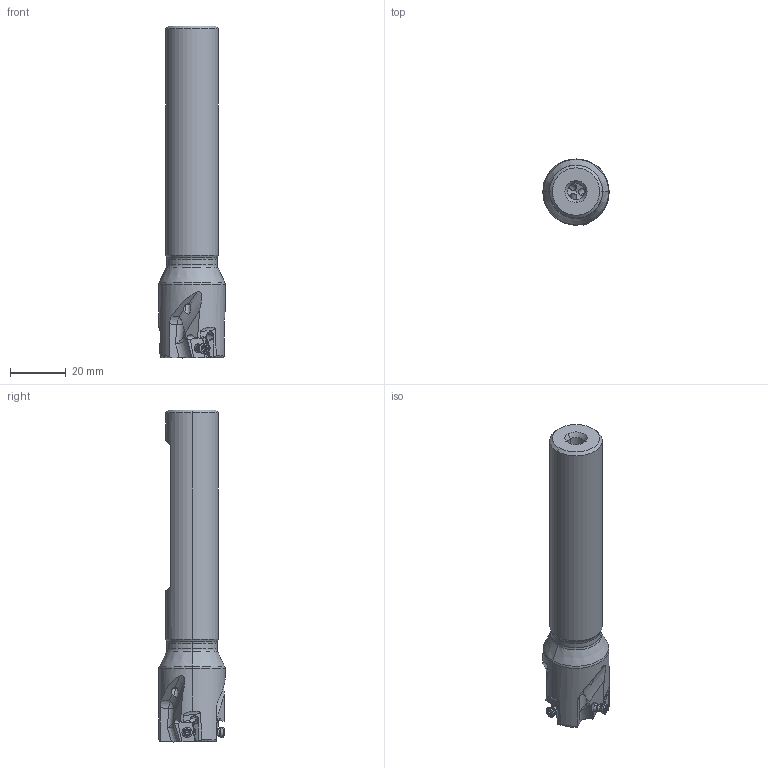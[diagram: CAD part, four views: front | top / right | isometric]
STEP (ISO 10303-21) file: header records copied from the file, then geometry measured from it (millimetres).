
FILE_DESCRIPTION(/* description */ (''),/* implementation_level */ '2;1');
FILE_NAME(/* name */ 'VPX200UR1603FA12S.stp',/* time_stamp */ '2025-07-08T15:59:28+09:00',/* author */ (''),/* organization */ (''),/* preprocessor_version */ 'ST-DEVELOPER v18.101',/* originating_system */ 'SIEMENS PLM Software NX 2011',/* authorisation */ '');
FILE_SCHEMA (('AUTOMOTIVE_DESIGN { 1 0 10303 214 3 1 1 1 }'));
Length unit declared in the file: millimetre
Products named in the file (1): VPX200UR1603FA12S_ASM
Bounding box: 23.8 x 23.8 x 119.45 mm (x, y, z)
Volume: 33097 mm3; surface area: 10902.4 mm2
Topology: 4 solids, 4 shells, 339 faces, 969 edges, 635 vertices
Faces by surface type: cylinder 145, plane 84, cone 52, torus 35, extrusion 12, sphere 6, bspline 5
Entity records: 13513 total; most frequent: CARTESIAN_POINT 4969, ORIENTED_EDGE 1894, DIRECTION 1598, EDGE_CURVE 947, AXIS2_PLACEMENT_3D 634, VERTEX_POINT 629, EDGE_LOOP 358, B_SPLINE_CURVE_WITH_KNOTS 349
